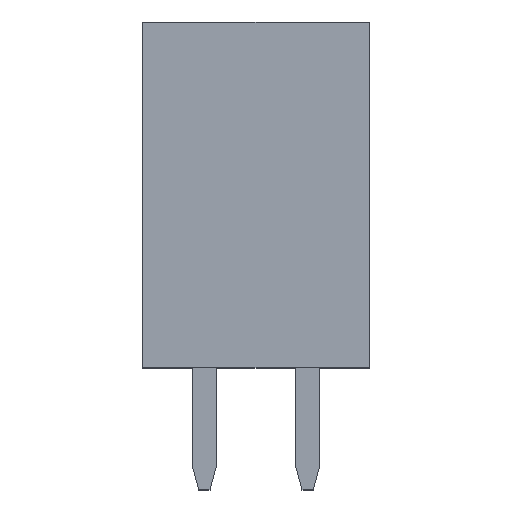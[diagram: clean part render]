
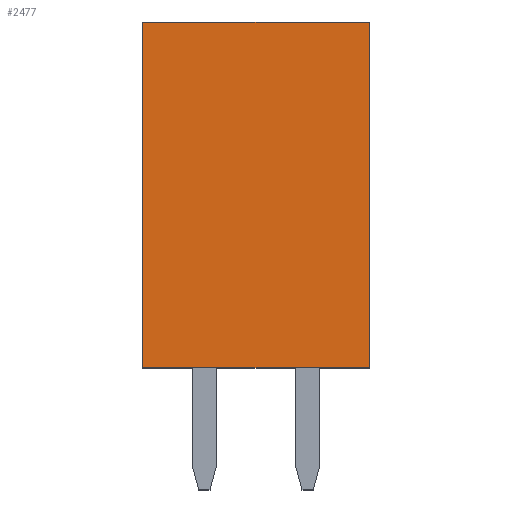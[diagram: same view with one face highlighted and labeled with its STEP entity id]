
A CAD part, top view. The second image highlights one B-rep face of the part: STEP entity #2477.
In plain terms, the highlighted planar face has unit normal (0, 0, 1).
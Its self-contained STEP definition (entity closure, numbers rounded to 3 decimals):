
#305 = CARTESIAN_POINT ( 'NONE',  ( -1.52, 8.5, 3.75 ) ) ;
#306 = CARTESIAN_POINT ( 'NONE',  ( 4.06, 8.5, 3.75 ) ) ;
#709 = DIRECTION ( 'NONE',  ( 0., -1., 0. ) ) ;
#773 = CARTESIAN_POINT ( 'NONE',  ( 4.06, 0., 3.75 ) ) ;
#919 = EDGE_CURVE ( 'NONE', #2386, #3370, #1086, .T. ) ;
#1039 = CARTESIAN_POINT ( 'NONE',  ( -1.52, 0., 3.75 ) ) ;
#1086 = LINE ( 'NONE', #2553, #6232 ) ;
#1326 = VERTEX_POINT ( 'NONE', #2312 ) ;
#1653 = EDGE_CURVE ( 'NONE', #5779, #3370, #6207, .T. ) ;
#1714 = DIRECTION ( 'NONE',  ( 0., 0., -1. ) ) ;
#1770 = VECTOR ( 'NONE', #4747, 1000. ) ;
#1917 = ORIENTED_EDGE ( 'NONE', *, *, #5701, .F. ) ;
#2065 = VECTOR ( 'NONE', #4314, 1000. ) ;
#2124 = VECTOR ( 'NONE', #4005, 1000. ) ;
#2312 = CARTESIAN_POINT ( 'NONE',  ( 4.06, 0., 3.75 ) ) ;
#2386 = VERTEX_POINT ( 'NONE', #1039 ) ;
#2477 = ADVANCED_FACE ( 'NONE', ( #5904 ), #5935, .F. ) ;
#2534 = LINE ( 'NONE', #4603, #2124 ) ;
#2553 = CARTESIAN_POINT ( 'NONE',  ( -1.52, 0., 3.75 ) ) ;
#2597 = EDGE_CURVE ( 'NONE', #1326, #5779, #3255, .T. ) ;
#2645 = CARTESIAN_POINT ( 'NONE',  ( 4.06, 0., 3.75 ) ) ;
#3255 = LINE ( 'NONE', #773, #1770 ) ;
#3370 = VERTEX_POINT ( 'NONE', #305 ) ;
#4005 = DIRECTION ( 'NONE',  ( -1., 0., 0. ) ) ;
#4314 = DIRECTION ( 'NONE',  ( -1., 0., 0. ) ) ;
#4385 = ORIENTED_EDGE ( 'NONE', *, *, #1653, .T. ) ;
#4603 = CARTESIAN_POINT ( 'NONE',  ( 4.06, 0., 3.75 ) ) ;
#4620 = EDGE_LOOP ( 'NONE', ( #6297, #1917, #5579, #4385 ) ) ;
#4660 = DIRECTION ( 'NONE',  ( 0., 1., 0. ) ) ;
#4747 = DIRECTION ( 'NONE',  ( 0., 1., 0. ) ) ;
#5321 = AXIS2_PLACEMENT_3D ( 'NONE', #2645, #1714, #709 ) ;
#5579 = ORIENTED_EDGE ( 'NONE', *, *, #2597, .T. ) ;
#5701 = EDGE_CURVE ( 'NONE', #1326, #2386, #2534, .T. ) ;
#5779 = VERTEX_POINT ( 'NONE', #6235 ) ;
#5904 = FACE_OUTER_BOUND ( 'NONE', #4620, .T. ) ;
#5935 = PLANE ( 'NONE',  #5321 ) ;
#6207 = LINE ( 'NONE', #306, #2065 ) ;
#6232 = VECTOR ( 'NONE', #4660, 1000. ) ;
#6235 = CARTESIAN_POINT ( 'NONE',  ( 4.06, 8.5, 3.75 ) ) ;
#6297 = ORIENTED_EDGE ( 'NONE', *, *, #919, .F. ) ;
